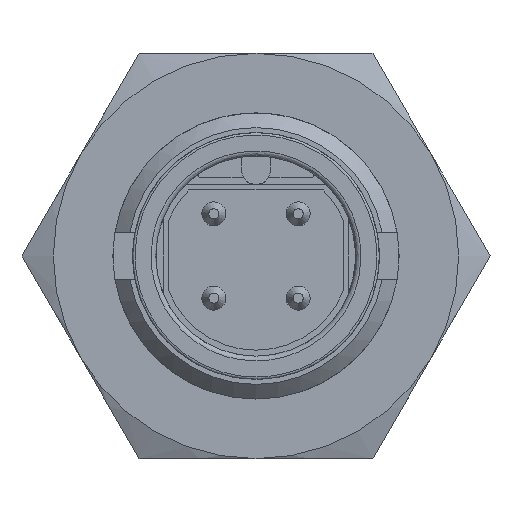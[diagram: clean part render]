
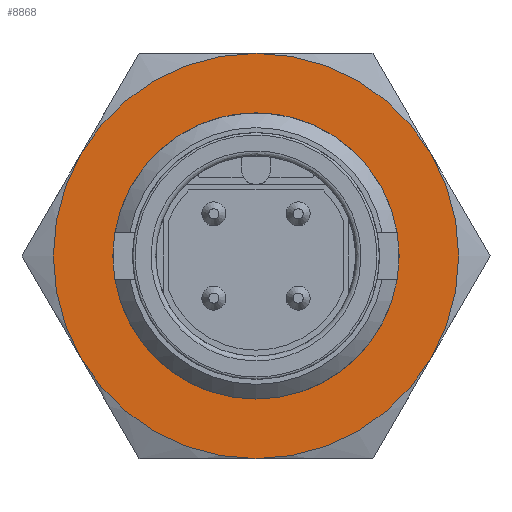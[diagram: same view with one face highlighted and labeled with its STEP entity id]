
A CAD part, left-side view. The second image highlights one B-rep face of the part: STEP entity #8868.
In plain terms, the highlighted face is planar.
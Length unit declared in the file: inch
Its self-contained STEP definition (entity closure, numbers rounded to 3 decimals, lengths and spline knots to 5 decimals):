
#26 = AXIS2_PLACEMENT_3D ( 'NONE', #169, #7319, #3753 ) ;
#71 = DIRECTION ( 'NONE',  ( 0., 1., 0. ) ) ;
#144 = EDGE_LOOP ( 'NONE', ( #4889, #2413, #8042, #6008, #1644, #1105 ) ) ;
#169 = CARTESIAN_POINT ( 'NONE',  ( 0., 1.90551, 0. ) ) ;
#175 = EDGE_CURVE ( 'NONE', #1266, #3584, #1361, .T. ) ;
#192 = VERTEX_POINT ( 'NONE', #9238 ) ;
#226 = DIRECTION ( 'NONE',  ( 0., 0., 1. ) ) ;
#318 = CARTESIAN_POINT ( 'NONE',  ( 0., 1.90551, 0. ) ) ;
#360 = ORIENTED_EDGE ( 'NONE', *, *, #862, .F. ) ;
#444 = AXIS2_PLACEMENT_3D ( 'NONE', #7806, #1394, #1581 ) ;
#468 = CARTESIAN_POINT ( 'NONE',  ( 0.33465, 1.90551, 0. ) ) ;
#862 = EDGE_CURVE ( 'NONE', #8394, #8394, #2115, .T. ) ;
#874 = EDGE_CURVE ( 'NONE', #3584, #8747, #5122, .T. ) ;
#1019 = CARTESIAN_POINT ( 'NONE',  ( 0., 1.90551, 0. ) ) ;
#1105 = ORIENTED_EDGE ( 'NONE', *, *, #3225, .F. ) ;
#1178 = DIRECTION ( 'NONE',  ( 0., 1., 0. ) ) ;
#1266 = VERTEX_POINT ( 'NONE', #6696 ) ;
#1361 = CIRCLE ( 'NONE', #6590, 0.33465 ) ;
#1394 = DIRECTION ( 'NONE',  ( 0., 1., 0. ) ) ;
#1581 = DIRECTION ( 'NONE',  ( 0., 0., 1. ) ) ;
#1644 = ORIENTED_EDGE ( 'NONE', *, *, #9197, .F. ) ;
#2115 = CIRCLE ( 'NONE', #26, 0.23622 ) ;
#2404 = AXIS2_PLACEMENT_3D ( 'NONE', #1019, #3137, #8294 ) ;
#2413 = ORIENTED_EDGE ( 'NONE', *, *, #175, .F. ) ;
#2536 = DIRECTION ( 'NONE',  ( 0., 1., 0. ) ) ;
#2677 = CARTESIAN_POINT ( 'NONE',  ( 0., 1.90551, -0.23622 ) ) ;
#2997 = CARTESIAN_POINT ( 'NONE',  ( -0.28981, 1.90551, 0.16732 ) ) ;
#3137 = DIRECTION ( 'NONE',  ( 0., 1., 0. ) ) ;
#3225 = EDGE_CURVE ( 'NONE', #8747, #192, #7979, .T. ) ;
#3372 = EDGE_CURVE ( 'NONE', #8950, #1266, #6192, .T. ) ;
#3584 = VERTEX_POINT ( 'NONE', #7320 ) ;
#3620 = DIRECTION ( 'NONE',  ( 0., 0., 1. ) ) ;
#3753 = DIRECTION ( 'NONE',  ( 0., 0., -1. ) ) ;
#4294 = CIRCLE ( 'NONE', #7885, 0.33465 ) ;
#4581 = DIRECTION ( 'NONE',  ( 0., 0., 1. ) ) ;
#4702 = AXIS2_PLACEMENT_3D ( 'NONE', #6473, #71, #3620 ) ;
#4747 = VERTEX_POINT ( 'NONE', #6325 ) ;
#4757 = FACE_OUTER_BOUND ( 'NONE', #144, .T. ) ;
#4889 = ORIENTED_EDGE ( 'NONE', *, *, #874, .F. ) ;
#5122 = CIRCLE ( 'NONE', #2404, 0.33465 ) ;
#5149 = AXIS2_PLACEMENT_3D ( 'NONE', #318, #2536, #226 ) ;
#5354 = CIRCLE ( 'NONE', #444, 0.33465 ) ;
#5408 = DIRECTION ( 'NONE',  ( 0., 0., 1. ) ) ;
#6008 = ORIENTED_EDGE ( 'NONE', *, *, #8376, .F. ) ;
#6131 = CARTESIAN_POINT ( 'NONE',  ( 0., 1.90551, 0. ) ) ;
#6192 = CIRCLE ( 'NONE', #4702, 0.33465 ) ;
#6271 = DIRECTION ( 'NONE',  ( 0., 1., 0. ) ) ;
#6325 = CARTESIAN_POINT ( 'NONE',  ( -0.28981, 1.90551, -0.16732 ) ) ;
#6473 = CARTESIAN_POINT ( 'NONE',  ( 0., 1.90551, 0. ) ) ;
#6590 = AXIS2_PLACEMENT_3D ( 'NONE', #8976, #1178, #4581 ) ;
#6696 = CARTESIAN_POINT ( 'NONE',  ( 0., 1.90551, 0.33465 ) ) ;
#6819 = DIRECTION ( 'NONE',  ( 0., 1., 0. ) ) ;
#6841 = DIRECTION ( 'NONE',  ( 0., 0., 1. ) ) ;
#7014 = CARTESIAN_POINT ( 'NONE',  ( 0.28981, 1.90551, -0.16732 ) ) ;
#7319 = DIRECTION ( 'NONE',  ( 0., -1., 0. ) ) ;
#7320 = CARTESIAN_POINT ( 'NONE',  ( 0.28981, 1.90551, 0.16732 ) ) ;
#7567 = PLANE ( 'NONE',  #8175 ) ;
#7619 = FACE_BOUND ( 'NONE', #8689, .T. ) ;
#7806 = CARTESIAN_POINT ( 'NONE',  ( 0., 1.90551, 0. ) ) ;
#7885 = AXIS2_PLACEMENT_3D ( 'NONE', #6131, #6271, #6841 ) ;
#7979 = CIRCLE ( 'NONE', #5149, 0.33465 ) ;
#8042 = ORIENTED_EDGE ( 'NONE', *, *, #3372, .F. ) ;
#8175 = AXIS2_PLACEMENT_3D ( 'NONE', #468, #6819, #5408 ) ;
#8294 = DIRECTION ( 'NONE',  ( 0., 0., 1. ) ) ;
#8376 = EDGE_CURVE ( 'NONE', #4747, #8950, #4294, .T. ) ;
#8394 = VERTEX_POINT ( 'NONE', #2677 ) ;
#8689 = EDGE_LOOP ( 'NONE', ( #360 ) ) ;
#8747 = VERTEX_POINT ( 'NONE', #7014 ) ;
#8868 = ADVANCED_FACE ( 'NONE', ( #4757, #7619 ), #7567, .F. ) ;
#8950 = VERTEX_POINT ( 'NONE', #2997 ) ;
#8976 = CARTESIAN_POINT ( 'NONE',  ( 0., 1.90551, 0. ) ) ;
#9197 = EDGE_CURVE ( 'NONE', #192, #4747, #5354, .T. ) ;
#9238 = CARTESIAN_POINT ( 'NONE',  ( 0., 1.90551, -0.33465 ) ) ;
